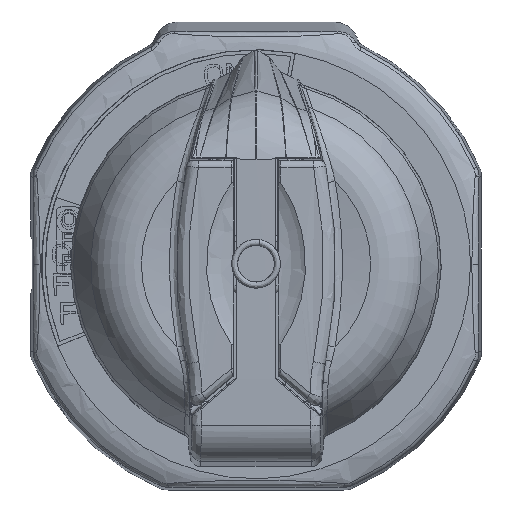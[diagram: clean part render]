
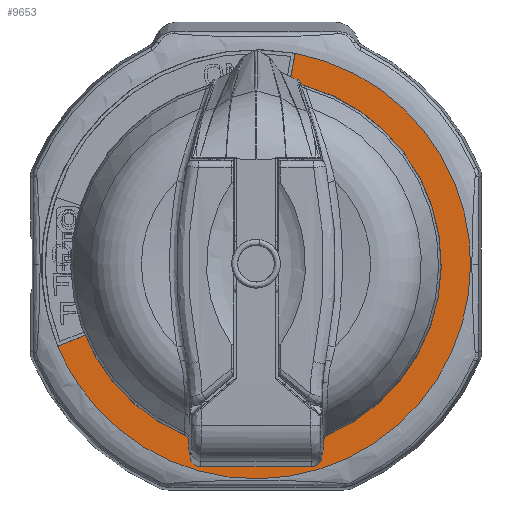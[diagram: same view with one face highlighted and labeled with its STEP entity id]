
A CAD part, top view. The second image highlights one B-rep face of the part: STEP entity #9653.
In plain terms, the highlighted planar face has unit normal (0, 0, 1).
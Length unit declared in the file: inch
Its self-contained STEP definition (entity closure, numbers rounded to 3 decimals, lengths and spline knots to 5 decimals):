
#478=DIRECTION('',(0.182,0.983,0.));
#479=VECTOR('',#478,0.18887);
#480=CARTESIAN_POINT('',(0.12636,0.67984,0.63));
#481=LINE('',#480,#479);
#482=CARTESIAN_POINT('',(0.16077,0.86554,
0.63));
#483=CARTESIAN_POINT('',(0.20098,0.85787,
0.63));
#484=CARTESIAN_POINT('',(0.27951,0.83732,
0.63));
#485=CARTESIAN_POINT('',(0.39276,0.79067,
0.63));
#486=CARTESIAN_POINT('',(0.49826,0.72877,
0.63));
#487=CARTESIAN_POINT('',(0.59424,0.65289,
0.63));
#488=CARTESIAN_POINT('',(0.6788,0.56446,
0.63));
#489=CARTESIAN_POINT('',(0.75033,0.46518,
0.63));
#490=CARTESIAN_POINT('',(0.80744,0.35696,
0.63));
#491=CARTESIAN_POINT('',(0.84904,0.2419,
0.63));
#492=CARTESIAN_POINT('',(0.87435,0.12202,
0.63));
#493=CARTESIAN_POINT('',(0.87997,0.04098,0.63));
#494=CARTESIAN_POINT('',(0.88,0.,0.63));
#496=CARTESIAN_POINT('',(0.88,0.,0.63));
#497=CARTESIAN_POINT('',(0.87997,-0.04058,0.63));
#498=CARTESIAN_POINT('',(0.87446,-0.12086,0.63));
#499=CARTESIAN_POINT('',(0.84962,-0.23969,0.63));
#500=CARTESIAN_POINT('',(0.80877,-0.35381,0.63));
#501=CARTESIAN_POINT('',(0.75266,-0.4613,0.63));
#502=CARTESIAN_POINT('',(0.68236,-0.56007,0.63));
#503=CARTESIAN_POINT('',(0.59919,-0.64828,0.63));
#504=CARTESIAN_POINT('',(0.50473,-0.72425,0.63));
#505=CARTESIAN_POINT('',(0.40074,-0.78657,0.63));
#506=CARTESIAN_POINT('',(0.28921,-0.83406,
0.63));
#507=CARTESIAN_POINT('',(0.17222,-0.86581,
0.63));
#508=CARTESIAN_POINT('',(0.05199,-0.88124,
0.63));
#509=CARTESIAN_POINT('',(-0.06922,-0.88006,
0.63));
#510=CARTESIAN_POINT('',(-0.18912,-0.86228,
0.63));
#511=CARTESIAN_POINT('',(-0.30545,-0.82824,
0.63));
#512=CARTESIAN_POINT('',(-0.41603,-0.77859,
0.63));
#513=CARTESIAN_POINT('',(-0.51876,-0.71427,
0.63));
#514=CARTESIAN_POINT('',(-0.6117,-0.63647,
0.63));
#515=CARTESIAN_POINT('',(-0.69312,-0.54674,
0.63));
#516=CARTESIAN_POINT('',(-0.76144,-0.44648,
0.63));
#517=CARTESIAN_POINT('',(-0.79749,-0.37459,
0.63));
#518=CARTESIAN_POINT('',(-0.8132,-0.33722,
0.63));
#520=DIRECTION('',(-0.924,-0.383,0.));
#521=VECTOR('',#520,0.18887);
#522=CARTESIAN_POINT('',(-0.63871,-0.26494,0.63));
#523=LINE('',#522,#521);
#524=CARTESIAN_POINT('',(0.,0.,0.63));
#525=DIRECTION('',(0.,0.,1.));
#526=DIRECTION('',(-0.924,-0.383,0.));
#527=AXIS2_PLACEMENT_3D('',#524,#525,#526);
#529=CARTESIAN_POINT('',(0.,0.,0.63));
#530=DIRECTION('',(0.,0.,1.));
#531=DIRECTION('',(1.,0.,0.));
#532=AXIS2_PLACEMENT_3D('',#529,#530,#531);
#8685=CARTESIAN_POINT('',(0.88,0.,0.63));
#8686=VERTEX_POINT('',#8685);
#8989=CARTESIAN_POINT('',(0.69148,0.,0.63));
#8991=VERTEX_POINT('',#8989);
#9147=VERTEX_POINT('',#482);
#9148=VERTEX_POINT('',#518);
#9155=CARTESIAN_POINT('',(0.12636,0.67984,0.63));
#9156=VERTEX_POINT('',#9155);
#9157=CARTESIAN_POINT('',(-0.63871,-0.26494,0.63));
#9158=VERTEX_POINT('',#9157);
#9637=CARTESIAN_POINT('',(0.,0.,0.63));
#9638=DIRECTION('',(0.,0.,1.));
#9639=DIRECTION('',(1.,0.,0.));
#9640=AXIS2_PLACEMENT_3D('',#9637,#9638,#9639);
#9641=PLANE('',#9640);
#9642=ORIENTED_EDGE('',*,*,#9627,.T.);
#9643=ORIENTED_EDGE('',*,*,#9392,.T.);
#9644=ORIENTED_EDGE('',*,*,#9584,.T.);
#9646=ORIENTED_EDGE('',*,*,#9645,.F.);
#9648=ORIENTED_EDGE('',*,*,#9647,.T.);
#9650=ORIENTED_EDGE('',*,*,#9649,.T.);
#9651=EDGE_LOOP('',(#9642,#9643,#9644,#9646,#9648,#9650));
#9652=FACE_OUTER_BOUND('',#9651,.F.);
#9653=ADVANCED_FACE('',(#9652),#9641,.T.);
#495=B_SPLINE_CURVE_WITH_KNOTS('',3,(#482,#483,#484,#485,#486,#487,#488,#489,
#490,#491,#492,#493,#494),.UNSPECIFIED.,.F.,.F.,(4,1,1,1,1,1,1,1,1,1,4),(0.,
0.1,0.2,0.3,0.4,0.5,0.6,0.7,0.8,0.9,1.),.UNSPECIFIED.);
#519=B_SPLINE_CURVE_WITH_KNOTS('',3,(#496,#497,#498,#499,#500,#501,#502,#503,
#504,#505,#506,#507,#508,#509,#510,#511,#512,#513,#514,#515,#516,#517,#518),
.UNSPECIFIED.,.F.,.F.,(4,1,1,1,1,1,1,1,1,1,1,1,1,1,1,1,1,1,1,1,4),(0.,0.05,
0.1,0.15,0.2,0.25,0.3,0.35,0.4,0.45,0.5,0.55,0.6,0.65,
0.7,0.75,0.8,0.85,0.9,0.95,1.),.UNSPECIFIED.);
#528=CIRCLE('',#527,0.69148);
#533=CIRCLE('',#532,0.69148);
#9392=EDGE_CURVE('',#9147,#8686,#495,.T.);
#9584=EDGE_CURVE('',#8686,#9148,#519,.T.);
#9627=EDGE_CURVE('',#9156,#9147,#481,.T.);
#9645=EDGE_CURVE('',#9158,#9148,#523,.T.);
#9647=EDGE_CURVE('',#9158,#8991,#528,.T.);
#9649=EDGE_CURVE('',#8991,#9156,#533,.T.);
